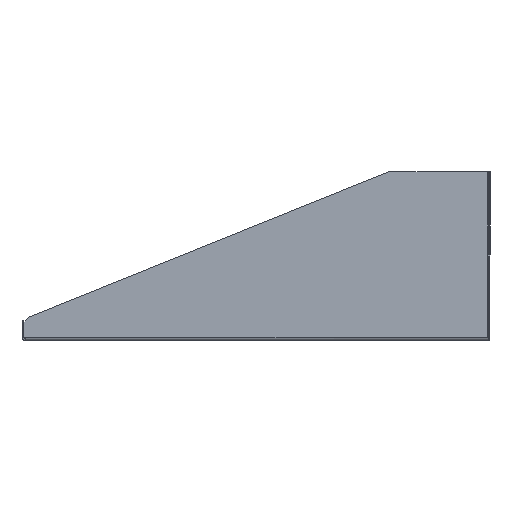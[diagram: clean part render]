
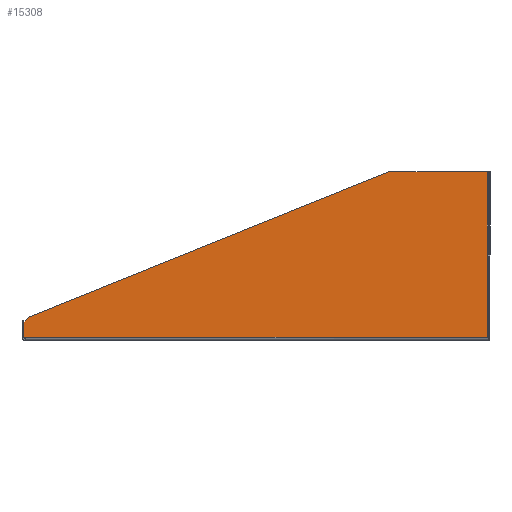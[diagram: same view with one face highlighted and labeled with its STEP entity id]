
A CAD part, left-side view. The second image highlights one B-rep face of the part: STEP entity #15308.
In plain terms, the highlighted planar face has unit normal (1, 0, 0).
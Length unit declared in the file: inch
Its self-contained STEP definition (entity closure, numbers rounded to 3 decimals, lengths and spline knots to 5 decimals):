
#741 = EDGE_CURVE ( 'NONE', #5633, #8226, #20344, .T. ) ;
#754 = DIRECTION ( 'NONE',  ( 0., 0.927, -0.375 ) ) ;
#1266 = CARTESIAN_POINT ( 'NONE',  ( -8.75, -4.1465, 5.218 ) ) ;
#2517 = VERTEX_POINT ( 'NONE', #1266 ) ;
#2582 = EDGE_CURVE ( 'NONE', #17445, #20183, #14114, .T. ) ;
#2596 = CARTESIAN_POINT ( 'NONE',  ( -8.75, -7.1925, 0.08608 ) ) ;
#3275 = VERTEX_POINT ( 'NONE', #7570 ) ;
#3545 = EDGE_CURVE ( 'NONE', #2517, #3275, #11360, .T. ) ;
#4123 = DIRECTION ( 'NONE',  ( 0., 0., 1. ) ) ;
#4751 = CARTESIAN_POINT ( 'NONE',  ( -8.75, 7.01176, 0.70974 ) ) ;
#5054 = VECTOR ( 'NONE', #15897, 39.37008 ) ;
#5132 = EDGE_CURVE ( 'NONE', #10258, #17448, #19936, .T. ) ;
#5420 = ORIENTED_EDGE ( 'NONE', *, *, #11445, .F. ) ;
#5633 = VERTEX_POINT ( 'NONE', #6708 ) ;
#5769 = CARTESIAN_POINT ( 'NONE',  ( -8.75, -7.1925, 0.08608 ) ) ;
#5829 = ORIENTED_EDGE ( 'NONE', *, *, #3545, .F. ) ;
#6140 = EDGE_CURVE ( 'NONE', #3275, #5633, #17197, .T. ) ;
#6246 = CARTESIAN_POINT ( 'NONE',  ( -8.75, 7.16442, 0.057 ) ) ;
#6294 = CARTESIAN_POINT ( 'NONE',  ( -8.75, -7.1925, 0.04648 ) ) ;
#6352 = CARTESIAN_POINT ( 'NONE',  ( -8.75, 7.13676, 0.086 ) ) ;
#6708 = CARTESIAN_POINT ( 'NONE',  ( -8.75, 7.16442, 0.55708 ) ) ;
#6924 = CARTESIAN_POINT ( 'NONE',  ( -8.75, 7.16442, 0.10045 ) ) ;
#7570 = CARTESIAN_POINT ( 'NONE',  ( -8.75, 7.01176, 0.70974 ) ) ;
#7941 = DIRECTION ( 'NONE',  ( 0., 0., -1. ) ) ;
#8113 = AXIS2_PLACEMENT_3D ( 'NONE', #19720, #10350, #15392 ) ;
#8226 = VERTEX_POINT ( 'NONE', #6924 ) ;
#8364 = DIRECTION ( 'NONE',  ( 0., 0., -1. ) ) ;
#8786 = LINE ( 'NONE', #16403, #19703 ) ;
#8913 = FACE_OUTER_BOUND ( 'NONE', #11326, .T. ) ;
#9125 = ORIENTED_EDGE ( 'NONE', *, *, #2582, .T. ) ;
#9147 = ORIENTED_EDGE ( 'NONE', *, *, #19202, .F. ) ;
#9435 = ORIENTED_EDGE ( 'NONE', *, *, #741, .F. ) ;
#10226 = DIRECTION ( 'NONE',  ( 0., 1., 0. ) ) ;
#10258 = VERTEX_POINT ( 'NONE', #18403 ) ;
#10350 = DIRECTION ( 'NONE',  ( 1., 0., 0. ) ) ;
#10692 = VECTOR ( 'NONE', #4123, 39.37008 ) ;
#10886 = CARTESIAN_POINT ( 'NONE',  ( -8.75, -7.1925, 5.218 ) ) ;
#10996 = VECTOR ( 'NONE', #11230, 39.37008 ) ;
#11230 = DIRECTION ( 'NONE',  ( 0., 0.707, -0.707 ) ) ;
#11326 = EDGE_LOOP ( 'NONE', ( #17976, #9435, #14994, #5829, #9147, #9125, #5420, #13369 ) ) ;
#11360 = LINE ( 'NONE', #17633, #17353 ) ;
#11445 = EDGE_CURVE ( 'NONE', #10258, #20183, #11843, .T. ) ;
#11843 = LINE ( 'NONE', #5769, #10692 ) ;
#12667 = AXIS2_PLACEMENT_3D ( 'NONE', #17440, #14436, #8364 ) ;
#13145 = EDGE_CURVE ( 'NONE', #8226, #17448, #16611, .T. ) ;
#13346 = CARTESIAN_POINT ( 'NONE',  ( -8.75, -7.2215, 0.086 ) ) ;
#13369 = ORIENTED_EDGE ( 'NONE', *, *, #5132, .T. ) ;
#13537 = PLANE ( 'NONE',  #8113 ) ;
#14114 = LINE ( 'NONE', #6294, #16976 ) ;
#14436 = DIRECTION ( 'NONE',  ( 1., 0., 0. ) ) ;
#14994 = ORIENTED_EDGE ( 'NONE', *, *, #6140, .F. ) ;
#15308 = ADVANCED_FACE ( 'NONE', ( #8913 ), #13537, .T. ) ;
#15392 = DIRECTION ( 'NONE',  ( 0., 0., -1. ) ) ;
#15897 = DIRECTION ( 'NONE',  ( 0., 0., -1. ) ) ;
#16403 = CARTESIAN_POINT ( 'NONE',  ( -8.75, -7.2215, 5.218 ) ) ;
#16438 = DIRECTION ( 'NONE',  ( 0., 1., 0. ) ) ;
#16611 = CIRCLE ( 'NONE', #12667, 0.055 ) ;
#16976 = VECTOR ( 'NONE', #7941, 39.37008 ) ;
#17197 = LINE ( 'NONE', #4751, #10996 ) ;
#17353 = VECTOR ( 'NONE', #754, 39.37008 ) ;
#17440 = CARTESIAN_POINT ( 'NONE',  ( -8.75, 7.17502, 0.04648 ) ) ;
#17445 = VERTEX_POINT ( 'NONE', #10886 ) ;
#17448 = VERTEX_POINT ( 'NONE', #6352 ) ;
#17633 = CARTESIAN_POINT ( 'NONE',  ( -8.75, -4.99375, 5.56031 ) ) ;
#17976 = ORIENTED_EDGE ( 'NONE', *, *, #13145, .F. ) ;
#18403 = CARTESIAN_POINT ( 'NONE',  ( -8.75, -7.1925, 0.086 ) ) ;
#19202 = EDGE_CURVE ( 'NONE', #17445, #2517, #8786, .T. ) ;
#19703 = VECTOR ( 'NONE', #10226, 39.37008 ) ;
#19720 = CARTESIAN_POINT ( 'NONE',  ( -8.75, -7.2215, 0.04648 ) ) ;
#19936 = LINE ( 'NONE', #13346, #20171 ) ;
#20171 = VECTOR ( 'NONE', #16438, 39.37008 ) ;
#20183 = VERTEX_POINT ( 'NONE', #2596 ) ;
#20344 = LINE ( 'NONE', #6246, #5054 ) ;
